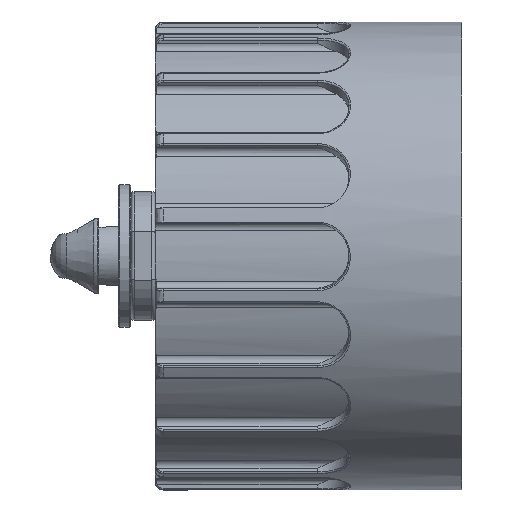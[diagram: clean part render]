
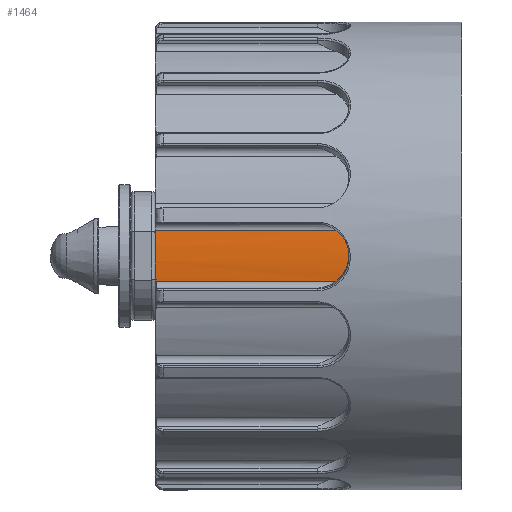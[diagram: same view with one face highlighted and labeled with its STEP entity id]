
A CAD part, top view. The second image highlights one B-rep face of the part: STEP entity #1464.
In plain terms, the highlighted cylindrical face has radius 13.8 mm (diameter 27.6 mm), a partial arc.
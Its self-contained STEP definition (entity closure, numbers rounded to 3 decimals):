
#834=CYLINDRICAL_SURFACE('',#7773,13.8);
#1018=B_SPLINE_CURVE_WITH_KNOTS('',3,(#10600,#10601,#10602,#10603),
 .UNSPECIFIED.,.F.,.F.,(4,4),(0.,1.),.UNSPECIFIED.);
#1022=B_SPLINE_CURVE_WITH_KNOTS('',3,(#10635,#10636,#10637,#10638),
 .UNSPECIFIED.,.F.,.F.,(4,4),(0.,1.),.UNSPECIFIED.);
#1023=B_SPLINE_CURVE_WITH_KNOTS('',3,(#10644,#10645,#10646,#10647),
 .UNSPECIFIED.,.F.,.F.,(4,4),(0.,1.),.UNSPECIFIED.);
#1464=ADVANCED_FACE('',(#1989),#834,.T.);
#1989=FACE_OUTER_BOUND('',#2402,.T.);
#2402=EDGE_LOOP('',(#3460,#3461,#3462,#3463,#3464,#3465));
#2848=CIRCLE('',#7772,13.8);
#3460=ORIENTED_EDGE('',*,*,#6182,.F.);
#3461=ORIENTED_EDGE('',*,*,#6174,.F.);
#3462=ORIENTED_EDGE('',*,*,#6183,.F.);
#3463=ORIENTED_EDGE('',*,*,#6184,.F.);
#3464=ORIENTED_EDGE('',*,*,#6185,.F.);
#3465=ORIENTED_EDGE('',*,*,#6186,.F.);
#5445=VERTEX_POINT('',#10599);
#5446=VERTEX_POINT('',#10604);
#5450=VERTEX_POINT('',#10627);
#5452=VERTEX_POINT('',#10639);
#5453=VERTEX_POINT('',#10641);
#5454=VERTEX_POINT('',#10643);
#6174=EDGE_CURVE('',#5445,#5446,#1018,.T.);
#6182=EDGE_CURVE('',#5446,#5450,#7171,.T.);
#6183=EDGE_CURVE('',#5452,#5445,#1022,.T.);
#6184=EDGE_CURVE('',#5453,#5452,#7172,.T.);
#6185=EDGE_CURVE('',#5454,#5453,#2848,.T.);
#6186=EDGE_CURVE('',#5450,#5454,#1023,.T.);
#7171=LINE('',#10633,#7462);
#7172=LINE('',#10640,#7463);
#7462=VECTOR('',#8586,1.);
#7463=VECTOR('',#8589,1.);
#7772=AXIS2_PLACEMENT_3D('',#10642,#8590,#8591);
#7773=AXIS2_PLACEMENT_3D('',#10648,#8592,#8593);
#8586=DIRECTION('',(-1.,0.,0.));
#8589=DIRECTION('',(1.,0.,0.));
#8590=DIRECTION('',(-1.,0.,0.));
#8591=DIRECTION('',(0.,-0.093,0.996));
#8592=DIRECTION('',(-1.,0.,0.));
#8593=DIRECTION('',(0.,-0.141,0.99));
#10599=CARTESIAN_POINT('',(3.625,9.127,13.8));
#10600=CARTESIAN_POINT('',(3.625,9.127,13.8));
#10601=CARTESIAN_POINT('',(3.622,8.565,13.799));
#10602=CARTESIAN_POINT('',(3.36,7.942,13.751));
#10603=CARTESIAN_POINT('',(2.825,7.552,13.708));
#10604=CARTESIAN_POINT('',(2.825,7.552,13.708));
#10627=CARTESIAN_POINT('',(-8.275,7.552,13.709));
#10633=CARTESIAN_POINT('',(2.825,7.552,13.709));
#10635=CARTESIAN_POINT('',(2.829,10.707,13.709));
#10636=CARTESIAN_POINT('',(3.38,10.303,13.751));
#10637=CARTESIAN_POINT('',(3.625,9.67,13.8));
#10638=CARTESIAN_POINT('',(3.625,9.127,13.8));
#10639=CARTESIAN_POINT('',(2.829,10.708,13.709));
#10640=CARTESIAN_POINT('',(-8.375,10.71,13.709));
#10641=CARTESIAN_POINT('',(-8.375,10.71,13.709));
#10642=CARTESIAN_POINT('',(-8.375,9.131,0.));
#10643=CARTESIAN_POINT('',(-8.375,7.847,13.74));
#10644=CARTESIAN_POINT('',(-8.275,7.552,13.709));
#10645=CARTESIAN_POINT('',(-8.309,7.641,13.72));
#10646=CARTESIAN_POINT('',(-8.375,7.774,13.733));
#10647=CARTESIAN_POINT('',(-8.375,7.847,13.74));
#10648=CARTESIAN_POINT('',(3.625,9.131,0.));
